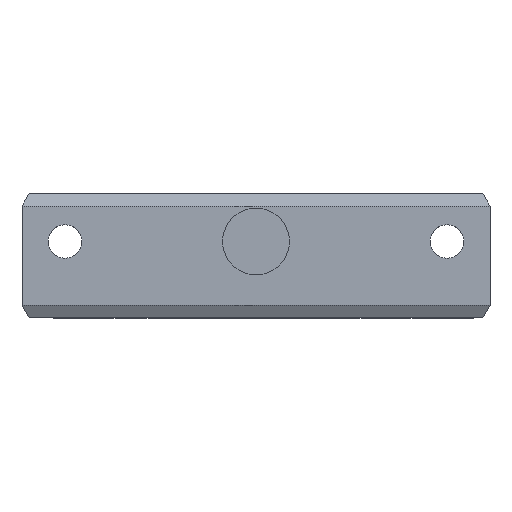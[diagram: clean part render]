
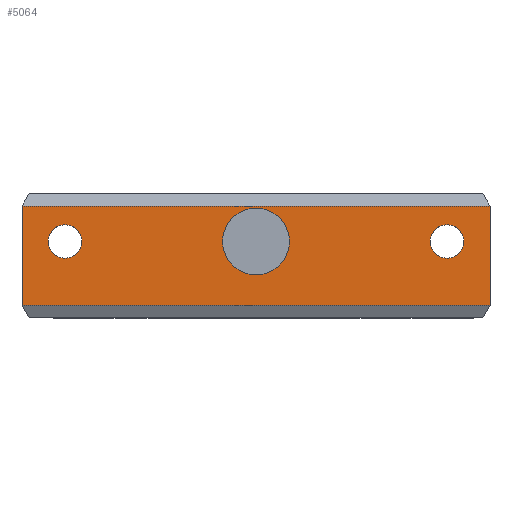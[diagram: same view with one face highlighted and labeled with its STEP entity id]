
A CAD part, top view. The second image highlights one B-rep face of the part: STEP entity #5064.
In plain terms, the highlighted planar face has unit normal (0, 0, 1).
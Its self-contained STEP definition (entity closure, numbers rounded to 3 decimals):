
#56=FACE_BOUND('',#718,.T.);
#57=FACE_BOUND('',#719,.T.);
#58=FACE_BOUND('',#720,.T.);
#185=PLANE('',#5376);
#444=FACE_OUTER_BOUND('',#717,.T.);
#717=EDGE_LOOP('',(#3966,#3967,#3968,#3969));
#718=EDGE_LOOP('',(#3970));
#719=EDGE_LOOP('',(#3971));
#720=EDGE_LOOP('',(#3972));
#1206=LINE('',#7570,#1854);
#1239=LINE('',#7668,#1887);
#1240=LINE('',#7671,#1888);
#1241=LINE('',#7672,#1889);
#1854=VECTOR('',#6146,10.);
#1887=VECTOR('',#6207,10.);
#1888=VECTOR('',#6210,10.);
#1889=VECTOR('',#6211,10.);
#2168=CIRCLE('',#5293,3.5);
#2169=CIRCLE('',#5295,1.75);
#2170=CIRCLE('',#5297,1.75);
#2321=VERTEX_POINT('',#7182);
#2322=VERTEX_POINT('',#7186);
#2323=VERTEX_POINT('',#7190);
#2448=VERTEX_POINT('',#7562);
#2450=VERTEX_POINT('',#7568);
#2480=VERTEX_POINT('',#7666);
#2481=VERTEX_POINT('',#7670);
#2813=EDGE_CURVE('',#2321,#2321,#2168,.T.);
#2816=EDGE_CURVE('',#2322,#2322,#2169,.T.);
#2818=EDGE_CURVE('',#2323,#2323,#2170,.T.);
#3006=EDGE_CURVE('',#2448,#2450,#1206,.T.);
#3045=EDGE_CURVE('',#2480,#2450,#1239,.T.);
#3046=EDGE_CURVE('',#2480,#2481,#1240,.T.);
#3047=EDGE_CURVE('',#2481,#2448,#1241,.T.);
#3966=ORIENTED_EDGE('',*,*,#3006,.T.);
#3967=ORIENTED_EDGE('',*,*,#3045,.F.);
#3968=ORIENTED_EDGE('',*,*,#3046,.T.);
#3969=ORIENTED_EDGE('',*,*,#3047,.T.);
#3970=ORIENTED_EDGE('',*,*,#2818,.F.);
#3971=ORIENTED_EDGE('',*,*,#2816,.F.);
#3972=ORIENTED_EDGE('',*,*,#2813,.F.);
#5064=ADVANCED_FACE('',(#444,#56,#57,#58),#185,.F.);
#5293=AXIS2_PLACEMENT_3D('',#7183,#5819,#5820);
#5295=AXIS2_PLACEMENT_3D('',#7188,#5825,#5826);
#5297=AXIS2_PLACEMENT_3D('',#7192,#5830,#5831);
#5376=AXIS2_PLACEMENT_3D('',#7669,#6208,#6209);
#5819=DIRECTION('center_axis',(0.,0.,1.));
#5820=DIRECTION('ref_axis',(1.,0.,0.));
#5825=DIRECTION('center_axis',(0.,0.,1.));
#5826=DIRECTION('ref_axis',(1.,0.,0.));
#5830=DIRECTION('center_axis',(0.,0.,1.));
#5831=DIRECTION('ref_axis',(1.,0.,0.));
#6146=DIRECTION('',(-1.,0.,0.));
#6207=DIRECTION('',(0.,1.,0.));
#6208=DIRECTION('center_axis',(0.,0.,-1.));
#6209=DIRECTION('ref_axis',(-1.,0.,0.));
#6210=DIRECTION('',(1.,0.,0.));
#6211=DIRECTION('',(0.,1.,0.));
#7182=CARTESIAN_POINT('',(-3.5,8.,0.));
#7183=CARTESIAN_POINT('Origin',(0.,8.,0.));
#7186=CARTESIAN_POINT('',(-21.75,8.,0.));
#7188=CARTESIAN_POINT('Origin',(-20.,8.,0.));
#7190=CARTESIAN_POINT('',(18.25,8.,0.));
#7192=CARTESIAN_POINT('Origin',(20.,8.,0.));
#7562=CARTESIAN_POINT('',(24.5,11.701,0.));
#7568=CARTESIAN_POINT('',(-24.5,11.701,0.));
#7570=CARTESIAN_POINT('',(0.,11.701,0.));
#7666=CARTESIAN_POINT('',(-24.5,1.299,0.));
#7668=CARTESIAN_POINT('',(-24.5,0.,0.));
#7669=CARTESIAN_POINT('Origin',(0.,0.,0.));
#7670=CARTESIAN_POINT('',(24.5,1.299,0.));
#7671=CARTESIAN_POINT('',(0.,1.299,0.));
#7672=CARTESIAN_POINT('',(24.5,0.,0.));
